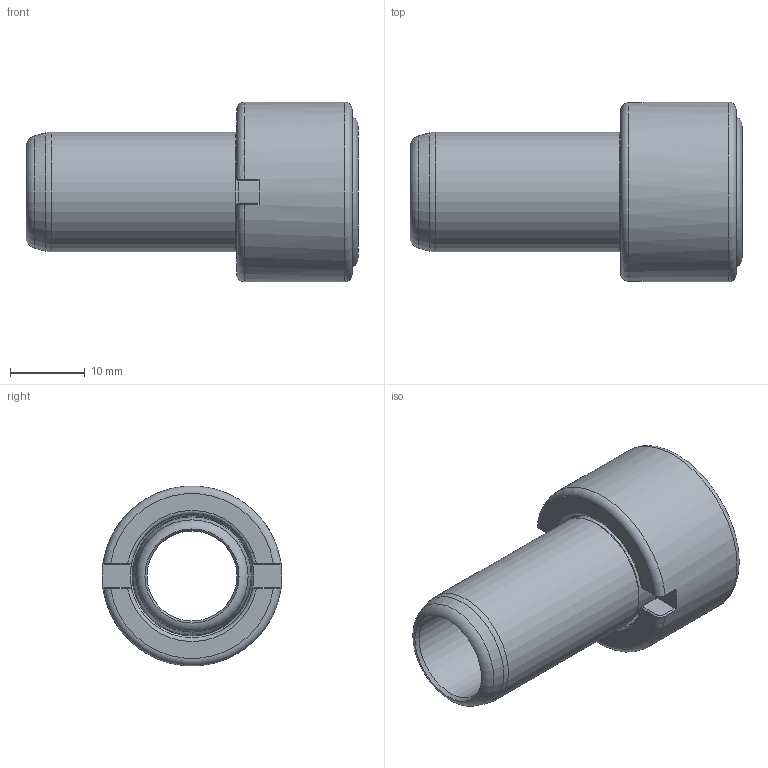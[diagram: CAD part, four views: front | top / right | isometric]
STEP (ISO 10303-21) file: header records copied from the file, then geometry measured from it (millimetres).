
FILE_DESCRIPTION(/* description */ (''),/* implementation_level */ '2;1');
FILE_NAME(/* name */ 'TUBE-100A.stp',/* time_stamp */ '2019-06-10T09:58:02-05:00',/* author */ ('ldfli'),/* organization */ (''),/* preprocessor_version */ 'ST-DEVELOPER v18',/* originating_system */ 'Autodesk Inventor LT',/* authorisation */ '');
FILE_SCHEMA (('AUTOMOTIVE_DESIGN { 1 0 10303 214 3 1 1 }'));
Length unit declared in the file: millimetre
Products named in the file (1): TUBE-100A
Bounding box: 44.28 x 24 x 24 mm (x, y, z)
Volume: 7231.2 mm3; surface area: 7421.2 mm2
Topology: 3 solids, 3 shells, 82 faces, 229 edges, 154 vertices
Faces by surface type: plane 28, torus 22, bspline 16, cylinder 12, cone 4
Full cylindrical faces by diameter (mm): 12 x1, 14.6 x2, 15.3 x2, 15.98 x1, 16.5 x1, 20.5 x1, 20.6 x3, 24 x1
Entity records: 3235 total; most frequent: CARTESIAN_POINT 1054, ORIENTED_EDGE 458, DIRECTION 452, EDGE_CURVE 229, AXIS2_PLACEMENT_3D 188, VERTEX_POINT 154, CIRCLE 121, EDGE_LOOP 90
